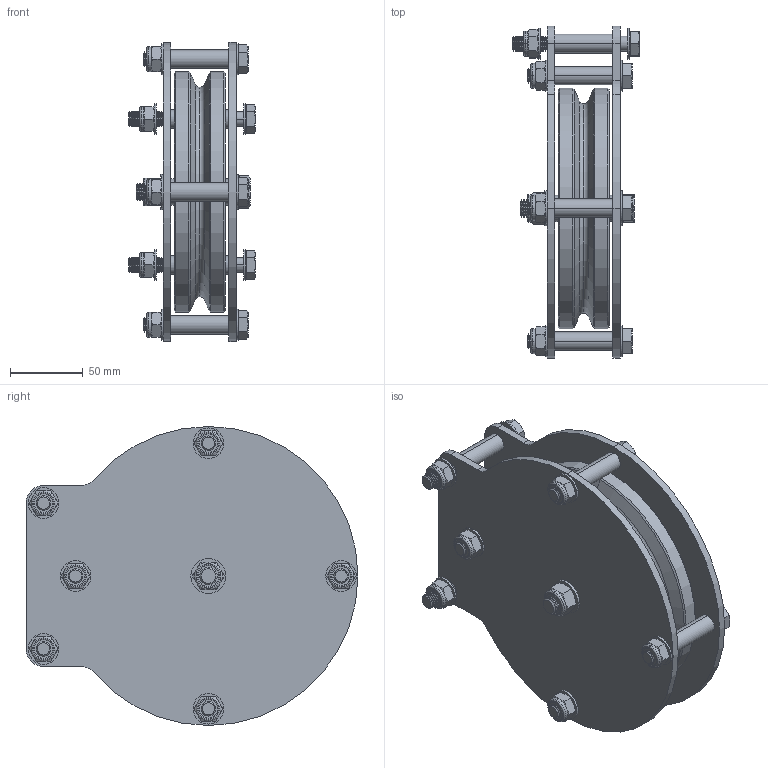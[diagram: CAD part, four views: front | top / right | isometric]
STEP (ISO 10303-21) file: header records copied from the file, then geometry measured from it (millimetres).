
FILE_DESCRIPTION (( 'STEP AP203' ), '1' );
FILE_NAME ('T42911.STEP', '2018-07-26T10:50:23', ( '' ), ( '' ), 'SwSTEP 2.0', 'SolidWorks 2016', '' );
FILE_SCHEMA (( 'CONFIG_CONTROL_DESIGN' ));
Length unit declared in the file: millimetre
Products named in the file (19): Hex Bolt_ISO 4016 - M10 x 65 x 26-WS; SW3dPS-nyloc nut, st stl a2 iso_M10 NYLOC; B Washer_Bright washer BS 4320 - M10 (Form B); S2610; S1930; B Washer_Bright washer BS 4320 - M12 (Form B); S2610-5; TH767; TH801; SW3dPS-nyloc nut, st stl a2 iso_M12 NYLOC; Hex Bolt_ISO 4016 - M10 x 80 x 26-WS; Hex Bolt_ISO 4016 - M12 x 70 x 30-WS; S2610-4; S2610-3; S2610-1; TH779; T42911; S2610-2; T42911_LABEL
Assembly tree (55 placements, depth 3):
  T42911
    TH779
    S2610  x2
      S2610-1
      S2610-2
      S2610-3
      S2610-4
      S2610-5
    S1930  x2
    TH767  x2
    TH801  x6
    B Washer_Bright washer BS 4320 - M10 (Form B)  x12
    SW3dPS-nyloc nut, st stl a2 iso_M10 NYLOC  x6
    Hex Bolt_ISO 4016 - M10 x 80 x 26-WS  x2
    Hex Bolt_ISO 4016 - M10 x 65 x 26-WS  x4
    B Washer_Bright washer BS 4320 - M12 (Form B)  x2
    SW3dPS-nyloc nut, st stl a2 iso_M12 NYLOC
    Hex Bolt_ISO 4016 - M12 x 70 x 30-WS
    T42911_LABEL
Bounding box: 86.85 x 227.5 x 205 mm (x, y, z)
Volume: 1128378.1 mm3; surface area: 306082.4 mm2
Topology: 66 solids, 66 shells, 1961 faces, 4925 edges, 3102 vertices
Faces by surface type: cone 672, plane 619, cylinder 514, torus 76, bspline 44, sphere 36
Entity records: 37822 total; most frequent: CARTESIAN_POINT 8656, DIRECTION 5579, ORIENTED_EDGE 5422, EDGE_CURVE 2711, AXIS2_PLACEMENT_3D 1975, VERTEX_POINT 1728, LINE 1629, VECTOR 1629
